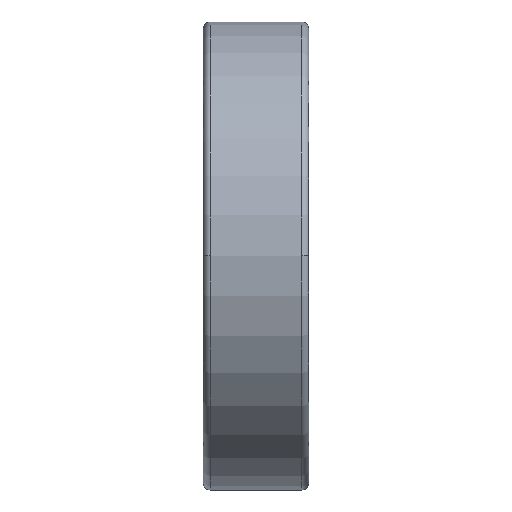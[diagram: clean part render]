
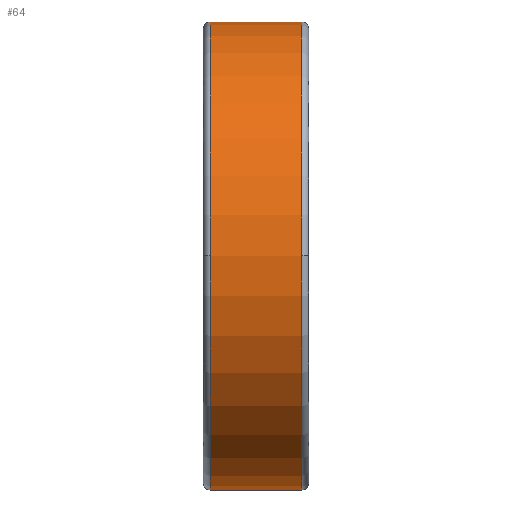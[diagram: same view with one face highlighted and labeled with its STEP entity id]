
A CAD part, top view. The second image highlights one B-rep face of the part: STEP entity #64.
In plain terms, the highlighted cylindrical face has radius 100 mm (diameter 200 mm), a partial arc.
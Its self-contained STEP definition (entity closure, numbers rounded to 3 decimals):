
#64=ADVANCED_FACE('',(#249),#250,.T.);
#249=FACE_OUTER_BOUND('',#647,.T.);
#250=CYLINDRICAL_SURFACE('',#648,100.0);
#647=EDGE_LOOP('',(#1059,#1060,#1061,#1062,#1063,#1064));
#648=AXIS2_PLACEMENT_3D('',#1065,#1066,#1067);
#1059=ORIENTED_EDGE('',*,*,#2599,.F.);
#1060=ORIENTED_EDGE('',*,*,#2600,.T.);
#1061=ORIENTED_EDGE('',*,*,#2601,.T.);
#1062=ORIENTED_EDGE('',*,*,#2602,.F.);
#1063=ORIENTED_EDGE('',*,*,#2603,.F.);
#1064=ORIENTED_EDGE('',*,*,#2595,.F.);
#1065=CARTESIAN_POINT('',(22.5,0.0,0.0));
#1066=DIRECTION('',(1.0,0.0,0.0));
#1067=DIRECTION('',(0.0,1.0,0.0));
#2595=EDGE_CURVE('',#3102,#3104,#3105,.T.);
#2599=EDGE_CURVE('',#3111,#3102,#3112,.T.);
#2600=EDGE_CURVE('',#3111,#3113,#3114,.T.);
#2601=EDGE_CURVE('',#3113,#3115,#3116,.T.);
#2602=EDGE_CURVE('',#3117,#3115,#3118,.T.);
#2603=EDGE_CURVE('',#3104,#3117,#3119,.T.);
#3102=VERTEX_POINT('',#3954);
#3104=VERTEX_POINT('',#3956);
#3105=CIRCLE('',#3957,100.0);
#3111=VERTEX_POINT('',#3963);
#3112=LINE('',#3964,#3965);
#3113=VERTEX_POINT('',#3966);
#3114=CIRCLE('',#3967,100.0);
#3115=VERTEX_POINT('',#3968);
#3116=CIRCLE('',#3969,100.0);
#3117=VERTEX_POINT('',#3970);
#3118=LINE('',#3971,#3972);
#3119=CIRCLE('',#3973,100.0);
#3954=CARTESIAN_POINT('',(42.0,100.0,0.0));
#3956=CARTESIAN_POINT('',(42.0,0.,100.0));
#3957=AXIS2_PLACEMENT_3D('',#6007,#6008,#6009);
#3963=CARTESIAN_POINT('',(3.0,100.0,0.0));
#3964=CARTESIAN_POINT('',(22.5,100.0,0.));
#3965=VECTOR('',#6019,1.0);
#3966=CARTESIAN_POINT('',(3.0,0.,100.0));
#3967=AXIS2_PLACEMENT_3D('',#6020,#6021,#6022);
#3968=CARTESIAN_POINT('',(3.0,-100.0,0.));
#3969=AXIS2_PLACEMENT_3D('',#6023,#6024,#6025);
#3970=CARTESIAN_POINT('',(42.0,-100.0,0.));
#3971=CARTESIAN_POINT('',(22.5,-100.0,0.));
#3972=VECTOR('',#6026,1.0);
#3973=AXIS2_PLACEMENT_3D('',#6027,#6028,#6029);
#6007=CARTESIAN_POINT('',(42.0,0.0,0.0));
#6008=DIRECTION('',(1.0,0.0,0.0));
#6009=DIRECTION('',(0.0,1.0,0.0));
#6019=DIRECTION('',(1.0,0.0,0.0));
#6020=CARTESIAN_POINT('',(3.0,0.0,0.0));
#6021=DIRECTION('',(1.0,0.0,0.0));
#6022=DIRECTION('',(0.0,1.0,0.0));
#6023=CARTESIAN_POINT('',(3.0,0.0,0.0));
#6024=DIRECTION('',(1.0,0.0,0.0));
#6025=DIRECTION('',(0.0,1.0,0.0));
#6026=DIRECTION('',(-1.0,-0.0,-0.0));
#6027=CARTESIAN_POINT('',(42.0,0.0,0.0));
#6028=DIRECTION('',(1.0,0.0,0.0));
#6029=DIRECTION('',(0.0,1.0,0.0));
